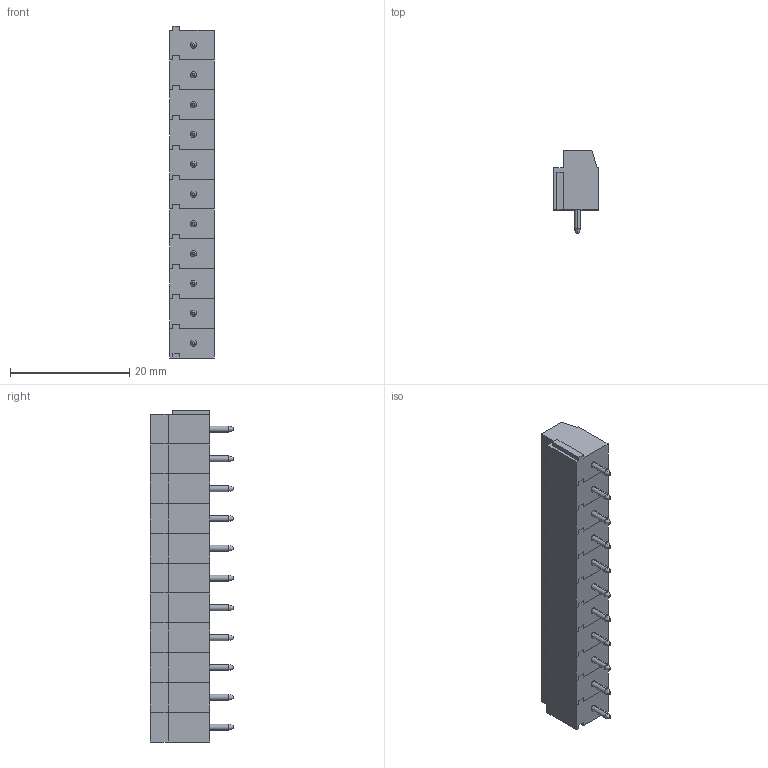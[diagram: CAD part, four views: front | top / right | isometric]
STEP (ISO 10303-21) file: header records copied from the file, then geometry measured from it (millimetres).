
FILE_DESCRIPTION (( 'STEP AP214' ), '1' );
FILE_NAME ('KRM11.STEP', '2015-04-06T09:48:29', ( '' ), ( '' ), 'SwSTEP 2.0', 'SolidWorks 2014', '' );
FILE_SCHEMA (( 'AUTOMOTIVE_DESIGN' ));
Length unit declared in the file: millimetre
Products named in the file (2): krm_Single; KRM11
Assembly tree (11 placements, depth 2):
  KRM11
    krm_Single  x11
Bounding box: 7.5 x 14 x 55.7 mm (x, y, z)
Volume: 3152.6 mm3; surface area: 4562.1 mm2
Topology: 11 solids, 11 shells, 495 faces, 1309 edges, 858 vertices
Faces by surface type: plane 396, cylinder 55, cone 44
Entity records: 1971 total; most frequent: CARTESIAN_POINT 268, DIRECTION 253, ORIENTED_EDGE 238, EDGE_CURVE 119, VECTOR 95, LINE 95, AXIS2_PLACEMENT_3D 79, VERTEX_POINT 78
